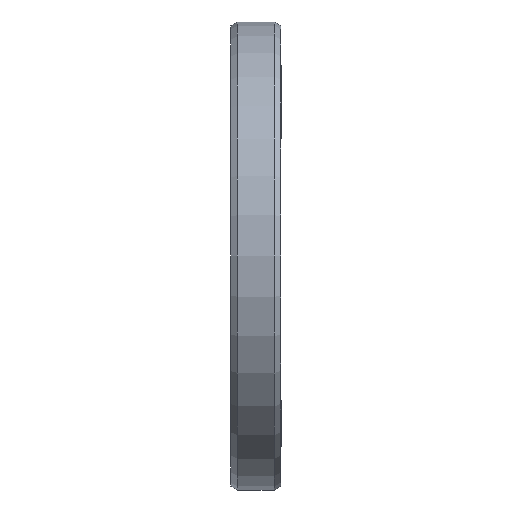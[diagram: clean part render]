
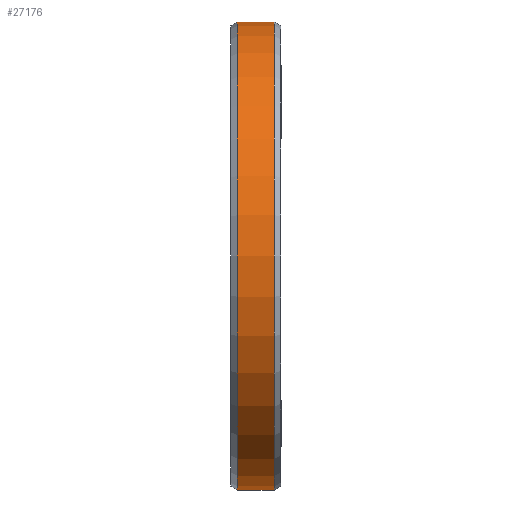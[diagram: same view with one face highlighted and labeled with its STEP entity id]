
A CAD part, left-side view. The second image highlights one B-rep face of the part: STEP entity #27176.
In plain terms, the highlighted cylindrical face has radius 70 mm (diameter 140 mm), a partial arc.
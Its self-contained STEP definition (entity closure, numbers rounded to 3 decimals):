
#26206=CARTESIAN_POINT('',(0.,-5.5,0.));
#26207=DIRECTION('',(0.,1.,0.));
#26208=DIRECTION('',(0.,0.,-1.));
#26209=AXIS2_PLACEMENT_3D('',#26206,#26207,#26208);
#26214=DIRECTION('',(0.,1.,0.));
#26215=VECTOR('',#26214,11.);
#26216=CARTESIAN_POINT('',(0.,-5.5,-70.));
#26217=LINE('',#26216,#26215);
#26229=DIRECTION('',(0.,1.,0.));
#26230=VECTOR('',#26229,11.);
#26231=CARTESIAN_POINT('',(0.,-5.5,70.));
#26232=LINE('',#26231,#26230);
#26258=CARTESIAN_POINT('',(0.,5.5,0.));
#26259=DIRECTION('',(0.,1.,0.));
#26260=DIRECTION('',(0.,0.,-1.));
#26261=AXIS2_PLACEMENT_3D('',#26258,#26259,#26260);
#26625=CARTESIAN_POINT('',(0.,-5.5,-70.));
#26627=VERTEX_POINT('',#26625);
#26628=CARTESIAN_POINT('',(0.,5.5,-70.));
#26629=VERTEX_POINT('',#26628);
#26665=CARTESIAN_POINT('',(0.,-5.5,70.));
#26667=VERTEX_POINT('',#26665);
#26668=CARTESIAN_POINT('',(0.,5.5,70.));
#26669=VERTEX_POINT('',#26668);
#27162=CARTESIAN_POINT('',(0.,-8.25,0.));
#27163=DIRECTION('',(0.,1.,0.));
#27164=DIRECTION('',(0.,0.,-1.));
#27165=AXIS2_PLACEMENT_3D('',#27162,#27163,#27164);
#27166=CYLINDRICAL_SURFACE('',#27165,70.);
#27168=ORIENTED_EDGE('',*,*,#27167,.T.);
#27170=ORIENTED_EDGE('',*,*,#27169,.T.);
#27172=ORIENTED_EDGE('',*,*,#27171,.F.);
#27173=ORIENTED_EDGE('',*,*,#27148,.F.);
#27174=EDGE_LOOP('',(#27168,#27170,#27172,#27173));
#27175=FACE_OUTER_BOUND('',#27174,.F.);
#26210=CIRCLE('',#26209,70.);
#26262=CIRCLE('',#26261,70.);
#27148=EDGE_CURVE('',#26627,#26667,#26210,.T.);
#27167=EDGE_CURVE('',#26627,#26629,#26217,.T.);
#27169=EDGE_CURVE('',#26629,#26669,#26262,.T.);
#27171=EDGE_CURVE('',#26667,#26669,#26232,.T.);
#27176=ADVANCED_FACE('',(#27175),#27166,.T.);
